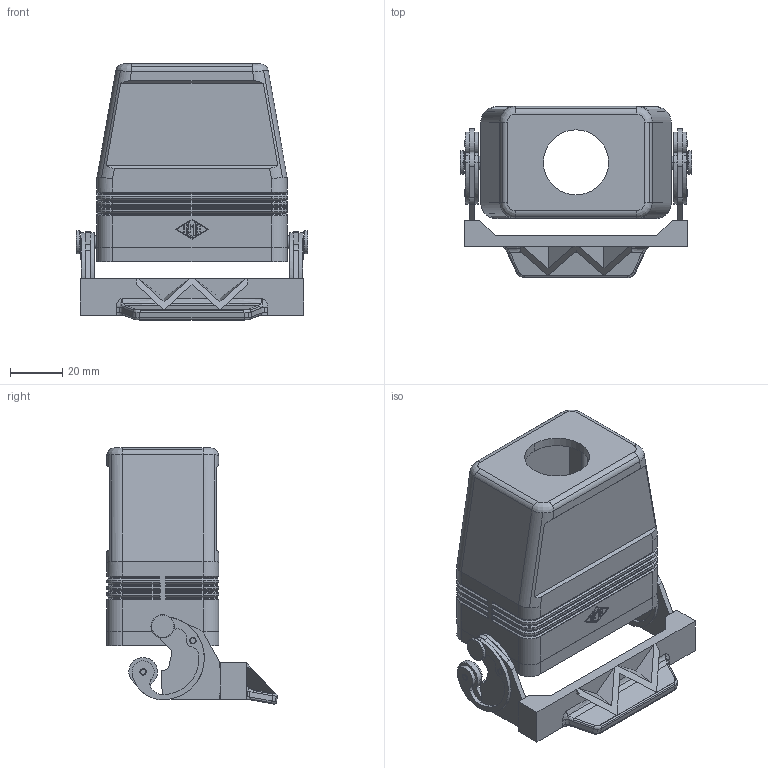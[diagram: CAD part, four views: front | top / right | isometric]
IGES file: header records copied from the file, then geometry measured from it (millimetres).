
Global section: file name: No Iges File Name specified; native system: AutoDesk Inventor R6.1; preprocessor: AutoDesk Inventor Iges Exporter R6.1; author: No Author specified; organization: No Organization specified; date: 20061221.113138; units: millimetre
Bounding box: 89 x 65.64 x 98.37 mm (x, y, z)
Volume: 77749 mm3; surface area: 45577.2 mm2
Topology: 1 solids, 7 shells, 830 faces, 2068 edges, 1266 vertices
Faces by surface type: bspline 279, plane 187, cylinder 184, revolution 128, torus 36, cone 16
